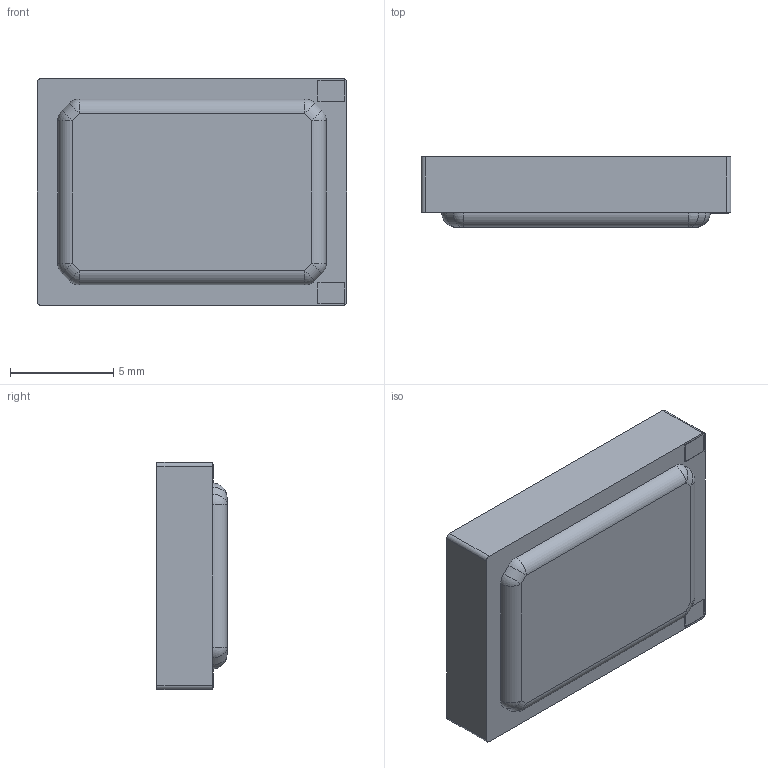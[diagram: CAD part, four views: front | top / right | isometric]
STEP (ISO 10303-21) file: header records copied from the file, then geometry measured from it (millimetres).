
FILE_DESCRIPTION (( 'STEP AP203' ), '1' );
FILE_NAME ('SP-1511-2.STEP', '2016-09-08T20:55:44', ( 'Gem' ), ( '' ), 'SwSTEP 2.0', 'SolidWorks 2013', '' );
FILE_SCHEMA (( 'CONFIG_CONTROL_DESIGN' ));
Length unit declared in the file: millimetre
Products named in the file (1): SP-1511-2
Bounding box: 15 x 3.4 x 11 mm (x, y, z)
Volume: 492.7 mm3; surface area: 514.7 mm2
Topology: 1 solids, 1 shells, 55 faces, 144 edges, 88 vertices
Faces by surface type: plane 27, cylinder 20, sphere 8
Entity records: 1713 total; most frequent: DIRECTION 296, CARTESIAN_POINT 280, ORIENTED_EDGE 272, EDGE_CURVE 136, AXIS2_PLACEMENT_3D 104, LINE 88, VECTOR 88, VERTEX_POINT 88
